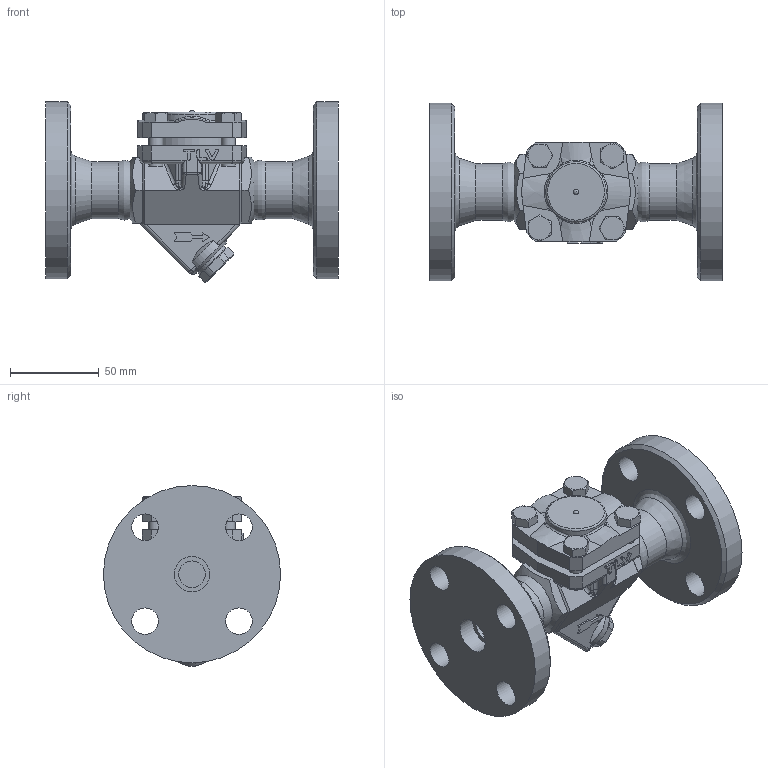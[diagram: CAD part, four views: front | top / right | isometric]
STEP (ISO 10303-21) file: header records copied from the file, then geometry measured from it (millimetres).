
FILE_DESCRIPTION((''),'2;1');
FILE_NAME('l21s0-020-jis10-00.stp','2010-12-10T14:45:57',('nakaot'),(''),'Autodesk Inventor 2008','Autodesk Inventor 2008','');
FILE_SCHEMA(('AUTOMOTIVE_DESIGN { 1 0 10303 214 1 1 1 1 }'));
Length unit declared in the file: millimetre
Products named in the file (1): l21s0-020-jis10-00
Bounding box: 165 x 100 x 102 mm (x, y, z)
Volume: 426791.7 mm3; surface area: 77318 mm2
Topology: 1 solids, 1 shells, 365 faces, 905 edges, 559 vertices
Faces by surface type: plane 168, cylinder 84, bspline 68, cone 34, sphere 9, torus 2
Full cylindrical faces by diameter (mm): 8 x8, 15 x5, 20 x1, 21 x1, 32 x1, 34 x1, 45.8 x1, 100 x1
Entity records: 12303 total; most frequent: CARTESIAN_POINT 4284, ORIENTED_EDGE 1676, DIRECTION 1577, EDGE_CURVE 838, AXIS2_PLACEMENT_3D 589, VERTEX_POINT 540, EDGE_LOOP 454, VECTOR 399
